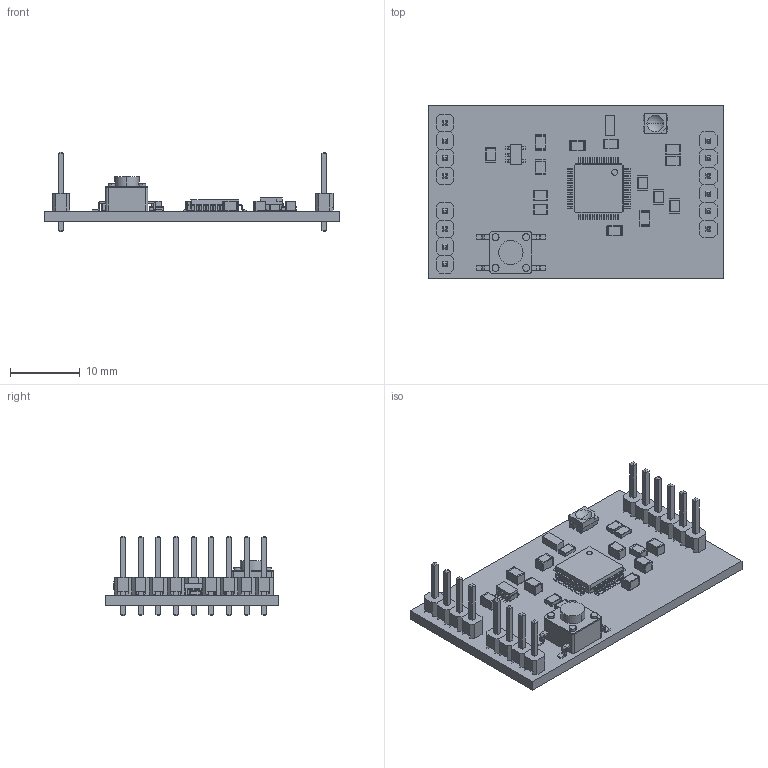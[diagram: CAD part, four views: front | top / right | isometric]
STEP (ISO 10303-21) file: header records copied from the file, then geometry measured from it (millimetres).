
FILE_DESCRIPTION(('Open CASCADE Model'),'2;1');
FILE_NAME('Open CASCADE Shape Model','2020-04-20T16:43:37',('Author'),( 'Open CASCADE'),'Open CASCADE STEP processor 6.8','Open CASCADE 6.8' ,'Unknown');
FILE_SCHEMA(('AUTOMOTIVE_DESIGN { 1 0 10303 214 1 1 1 1 }'));
Products named in the file (1): PCB
Bounding box: 42.5 x 25 x 11.5 mm (x, y, z)
Volume: 1719 mm3; surface area: 4034.4 mm2
Topology: 109 solids, 642 shells, 1994 faces, 5998 edges, 4687 vertices
Faces by surface type: plane 1450, cylinder 470, sphere 74
Full cylindrical faces by diameter (mm): 1.1 x14
Entity records: 71293 total; most frequent: CARTESIAN_POINT 12656, DIRECTION 10880, ORIENTED_EDGE 9408, EDGE_CURVE 5926, LINE 4930, VECTOR 4930, VERTEX_POINT 4687, AXIS2_PLACEMENT_3D 2975
